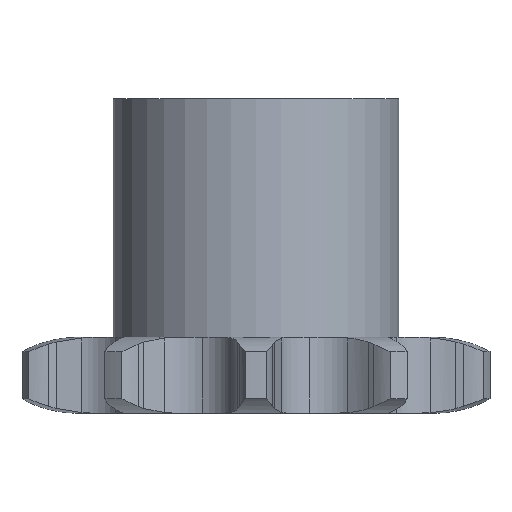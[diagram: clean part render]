
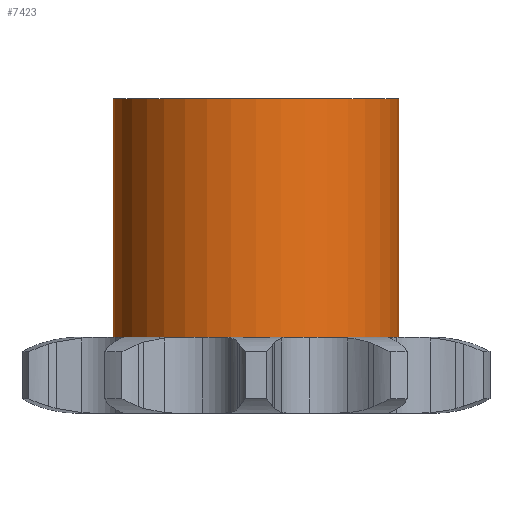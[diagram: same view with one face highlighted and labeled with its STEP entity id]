
A CAD part, left-side view. The second image highlights one B-rep face of the part: STEP entity #7423.
In plain terms, the highlighted cylindrical face has radius 10 mm (diameter 20 mm), a full revolution.
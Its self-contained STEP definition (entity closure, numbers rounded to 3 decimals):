
#455 = PLANE('',#456);
#456 = AXIS2_PLACEMENT_3D('',#457,#458,#459);
#457 = CARTESIAN_POINT('',(0.,0.,5.3));
#458 = DIRECTION('',(-0.,-0.,-1.));
#459 = DIRECTION('',(-1.,0.,0.));
#1918 = EDGE_CURVE('',#1919,#1919,#1921,.T.);
#1919 = VERTEX_POINT('',#1920);
#1920 = CARTESIAN_POINT('',(10.,0.,5.3));
#1921 = SURFACE_CURVE('',#1922,(#1927,#1934),.PCURVE_S1.);
#1922 = CIRCLE('',#1923,10.);
#1923 = AXIS2_PLACEMENT_3D('',#1924,#1925,#1926);
#1924 = CARTESIAN_POINT('',(0.,0.,5.3));
#1925 = DIRECTION('',(0.,0.,-1.));
#1926 = DIRECTION('',(1.,0.,0.));
#1927 = PCURVE('',#455,#1928);
#1928 = DEFINITIONAL_REPRESENTATION('',(#1929),#1933);
#1929 = CIRCLE('',#1930,10.);
#1930 = AXIS2_PLACEMENT_2D('',#1931,#1932);
#1931 = CARTESIAN_POINT('',(0.,0.));
#1932 = DIRECTION('',(-1.,0.));
#1933 = ( GEOMETRIC_REPRESENTATION_CONTEXT(2) 
PARAMETRIC_REPRESENTATION_CONTEXT() REPRESENTATION_CONTEXT('2D SPACE',''
  ) );
#1934 = PCURVE('',#1935,#1940);
#1935 = CYLINDRICAL_SURFACE('',#1936,10.);
#1936 = AXIS2_PLACEMENT_3D('',#1937,#1938,#1939);
#1937 = CARTESIAN_POINT('',(0.,0.,0.));
#1938 = DIRECTION('',(-0.,-0.,-1.));
#1939 = DIRECTION('',(1.,0.,0.));
#1940 = DEFINITIONAL_REPRESENTATION('',(#1941),#1945);
#1941 = LINE('',#1942,#1943);
#1942 = CARTESIAN_POINT('',(-6.283,-5.3));
#1943 = VECTOR('',#1944,1.);
#1944 = DIRECTION('',(1.,-0.));
#1945 = ( GEOMETRIC_REPRESENTATION_CONTEXT(2) 
PARAMETRIC_REPRESENTATION_CONTEXT() REPRESENTATION_CONTEXT('2D SPACE',''
  ) );
#7423 = ADVANCED_FACE('',(#7424),#1935,.T.);
#7424 = FACE_BOUND('',#7425,.F.);
#7425 = EDGE_LOOP('',(#7426,#7427,#7450,#7477));
#7426 = ORIENTED_EDGE('',*,*,#1918,.T.);
#7427 = ORIENTED_EDGE('',*,*,#7428,.T.);
#7428 = EDGE_CURVE('',#1919,#7429,#7431,.T.);
#7429 = VERTEX_POINT('',#7430);
#7430 = CARTESIAN_POINT('',(10.,0.,22.));
#7431 = SEAM_CURVE('',#7432,(#7436,#7443),.PCURVE_S1.);
#7432 = LINE('',#7433,#7434);
#7433 = CARTESIAN_POINT('',(10.,0.,0.));
#7434 = VECTOR('',#7435,1.);
#7435 = DIRECTION('',(0.,0.,1.));
#7436 = PCURVE('',#1935,#7437);
#7437 = DEFINITIONAL_REPRESENTATION('',(#7438),#7442);
#7438 = LINE('',#7439,#7440);
#7439 = CARTESIAN_POINT('',(-6.283,0.));
#7440 = VECTOR('',#7441,1.);
#7441 = DIRECTION('',(-0.,-1.));
#7442 = ( GEOMETRIC_REPRESENTATION_CONTEXT(2) 
PARAMETRIC_REPRESENTATION_CONTEXT() REPRESENTATION_CONTEXT('2D SPACE',''
  ) );
#7443 = PCURVE('',#1935,#7444);
#7444 = DEFINITIONAL_REPRESENTATION('',(#7445),#7449);
#7445 = LINE('',#7446,#7447);
#7446 = CARTESIAN_POINT('',(-0.,0.));
#7447 = VECTOR('',#7448,1.);
#7448 = DIRECTION('',(-0.,-1.));
#7449 = ( GEOMETRIC_REPRESENTATION_CONTEXT(2) 
PARAMETRIC_REPRESENTATION_CONTEXT() REPRESENTATION_CONTEXT('2D SPACE',''
  ) );
#7450 = ORIENTED_EDGE('',*,*,#7451,.T.);
#7451 = EDGE_CURVE('',#7429,#7429,#7452,.T.);
#7452 = SURFACE_CURVE('',#7453,(#7458,#7465),.PCURVE_S1.);
#7453 = CIRCLE('',#7454,10.);
#7454 = AXIS2_PLACEMENT_3D('',#7455,#7456,#7457);
#7455 = CARTESIAN_POINT('',(0.,0.,22.));
#7456 = DIRECTION('',(0.,0.,1.));
#7457 = DIRECTION('',(1.,0.,0.));
#7458 = PCURVE('',#1935,#7459);
#7459 = DEFINITIONAL_REPRESENTATION('',(#7460),#7464);
#7460 = LINE('',#7461,#7462);
#7461 = CARTESIAN_POINT('',(-0.,-22.));
#7462 = VECTOR('',#7463,1.);
#7463 = DIRECTION('',(-1.,0.));
#7464 = ( GEOMETRIC_REPRESENTATION_CONTEXT(2) 
PARAMETRIC_REPRESENTATION_CONTEXT() REPRESENTATION_CONTEXT('2D SPACE',''
  ) );
#7465 = PCURVE('',#7466,#7471);
#7466 = PLANE('',#7467);
#7467 = AXIS2_PLACEMENT_3D('',#7468,#7469,#7470);
#7468 = CARTESIAN_POINT('',(0.,0.,22.)
  );
#7469 = DIRECTION('',(0.,0.,1.));
#7470 = DIRECTION('',(1.,0.,0.));
#7471 = DEFINITIONAL_REPRESENTATION('',(#7472),#7476);
#7472 = CIRCLE('',#7473,10.);
#7473 = AXIS2_PLACEMENT_2D('',#7474,#7475);
#7474 = CARTESIAN_POINT('',(0.,0.));
#7475 = DIRECTION('',(1.,0.));
#7476 = ( GEOMETRIC_REPRESENTATION_CONTEXT(2) 
PARAMETRIC_REPRESENTATION_CONTEXT() REPRESENTATION_CONTEXT('2D SPACE',''
  ) );
#7477 = ORIENTED_EDGE('',*,*,#7428,.F.);
